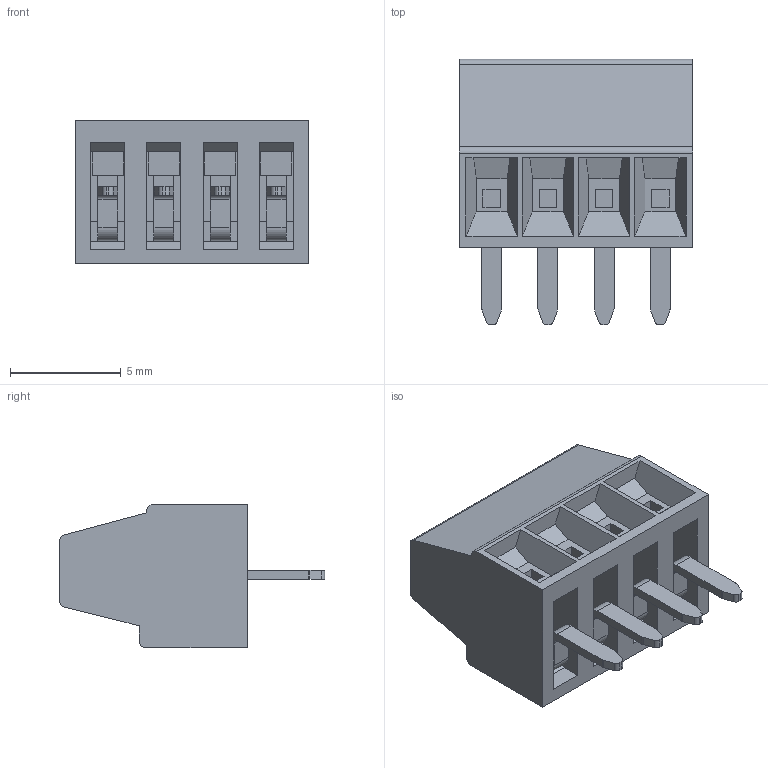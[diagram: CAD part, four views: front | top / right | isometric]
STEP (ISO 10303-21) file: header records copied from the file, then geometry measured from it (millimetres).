
FILE_DESCRIPTION (( 'STEP AP214' ), '1' );
FILE_NAME ('OSTVN04A150.STEP', '2018-09-27T17:16:15', ( '' ), ( '' ), 'SwSTEP 2.0', 'SolidWorks 2017', '' );
FILE_SCHEMA (( 'AUTOMOTIVE_DESIGN' ));
Length unit declared in the file: millimetre
Products named in the file (1): OSTVN04A150
Bounding box: 10.56 x 12 x 6.5 mm (x, y, z)
Volume: 306 mm3; surface area: 973.1 mm2
Topology: 13 solids, 13 shells, 314 faces, 836 edges, 548 vertices
Faces by surface type: plane 238, cylinder 64, torus 12
Entity records: 9914 total; most frequent: CARTESIAN_POINT 1779, ORIENTED_EDGE 1672, DIRECTION 1610, EDGE_CURVE 836, LINE 660, VECTOR 660, VERTEX_POINT 548, AXIS2_PLACEMENT_3D 475
